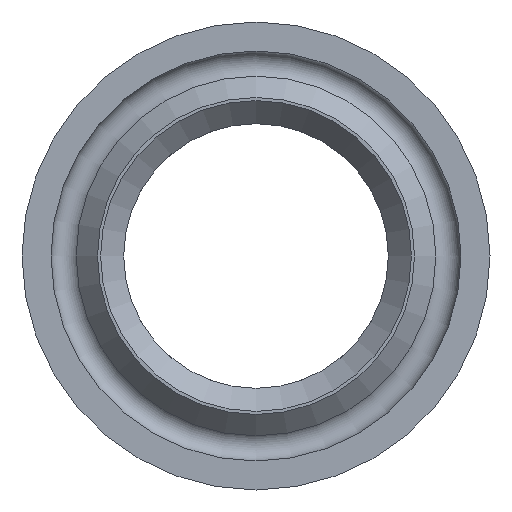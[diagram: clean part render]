
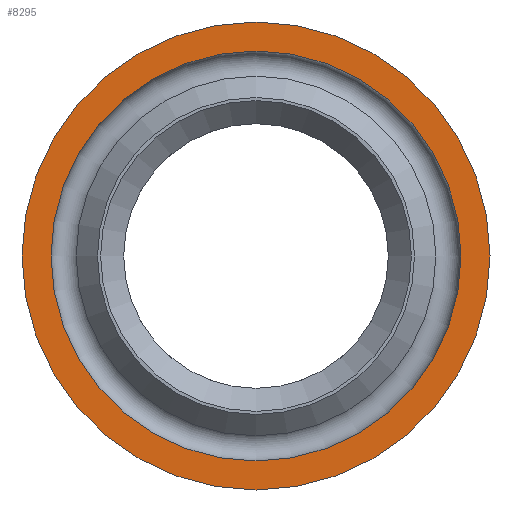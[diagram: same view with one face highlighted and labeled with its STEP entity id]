
A CAD part, left-side view. The second image highlights one B-rep face of the part: STEP entity #8295.
In plain terms, the highlighted planar face has unit normal (-1, 0, 0).
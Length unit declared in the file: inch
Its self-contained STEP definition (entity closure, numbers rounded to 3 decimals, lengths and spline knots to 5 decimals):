
#116=FACE_BOUND('',#1497,.T.);
#297=PLANE('',#8754);
#983=FACE_OUTER_BOUND('',#1496,.T.);
#1496=EDGE_LOOP('',(#7762));
#1497=EDGE_LOOP('',(#7763));
#1677=CIRCLE('',#8744,0.492);
#1681=CIRCLE('',#8753,0.431);
#4063=VERTEX_POINT('',#18322);
#4067=VERTEX_POINT('',#18335);
#5295=EDGE_CURVE('',#4063,#4063,#1677,.T.);
#5299=EDGE_CURVE('',#4067,#4067,#1681,.T.);
#7762=ORIENTED_EDGE('',*,*,#5295,.F.);
#7763=ORIENTED_EDGE('',*,*,#5299,.T.);
#8295=ADVANCED_FACE('',(#983,#116),#297,.T.);
#8744=AXIS2_PLACEMENT_3D('',#18323,#10199,#10200);
#8753=AXIS2_PLACEMENT_3D('',#18336,#10217,#10218);
#8754=AXIS2_PLACEMENT_3D('',#18337,#10219,#10220);
#10199=DIRECTION('center_axis',(1.,0.,0.));
#10200=DIRECTION('ref_axis',(0.,1.,0.));
#10217=DIRECTION('center_axis',(1.,0.,0.));
#10218=DIRECTION('ref_axis',(0.,1.,0.));
#10219=DIRECTION('center_axis',(-1.,0.,0.));
#10220=DIRECTION('ref_axis',(0.,0.,1.));
#18322=CARTESIAN_POINT('',(0.,0.492,0.));
#18323=CARTESIAN_POINT('Origin',(0.,0.,0.));
#18335=CARTESIAN_POINT('',(0.,0.431,0.));
#18336=CARTESIAN_POINT('Origin',(0.,0.,0.));
#18337=CARTESIAN_POINT('Origin',(0.,0.4615,0.));
